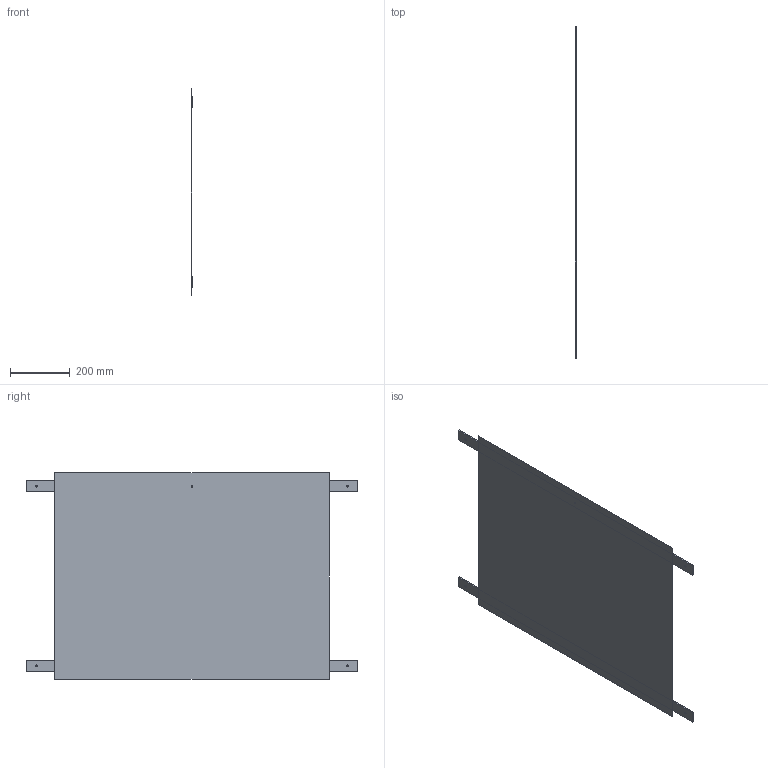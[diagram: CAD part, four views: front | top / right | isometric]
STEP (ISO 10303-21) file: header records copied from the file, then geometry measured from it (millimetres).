
FILE_DESCRIPTION(/* description */ ('STEP AP214'),/* implementation_level */ '2;1');
FILE_NAME(/* name */ '625b94e78af6832b85561865',/* time_stamp */ '2022-04-17T04:17:43+00:00',/* author */ (''),/* organization */ (''),/* preprocessor_version */ 'ST-DEVELOPER v18.101',/* originating_system */ ' ',/* authorisation */ ' ');
FILE_SCHEMA (('AUTOMOTIVE_DESIGN {1 0 10303 214 3 1 1}'));
Length unit declared in the file: metre
Products named in the file (1): Part 426
Bounding box: 6.35 x 1109.37 x 690.27 mm (x, y, z)
Volume: 1408678 mm3; surface area: 1324714.1 mm2
Topology: 1 solids, 1 shells, 27 faces, 68 edges, 43 vertices
Faces by surface type: plane 22, cylinder 5
Full cylindrical faces by diameter (mm): 6.35 x5
Entity records: 812 total; most frequent: CARTESIAN_POINT 132, DIRECTION 128, ORIENTED_EDGE 124, EDGE_CURVE 62, LINE 52, VECTOR 52, VERTEX_POINT 42, EDGE_LOOP 42
